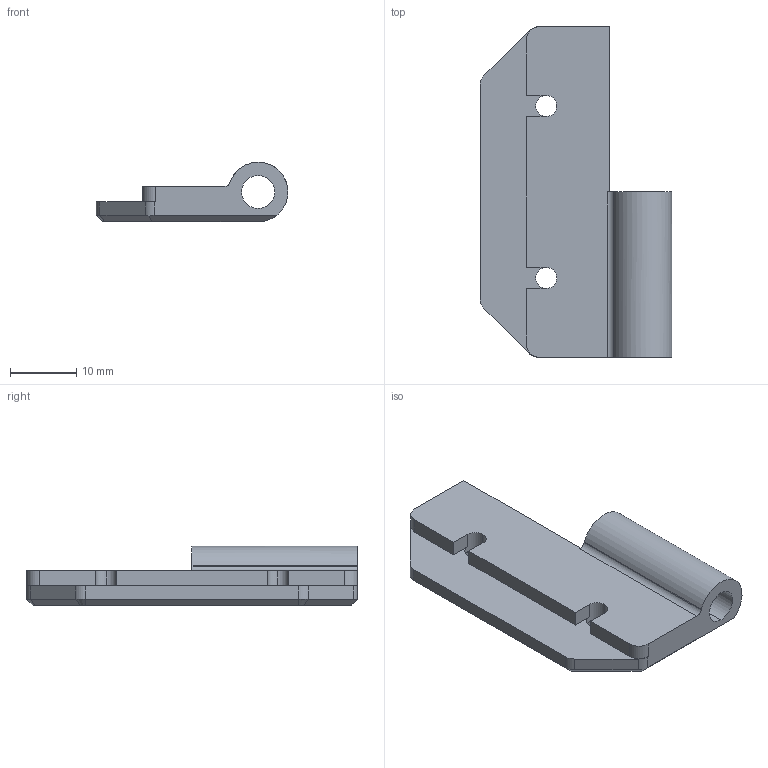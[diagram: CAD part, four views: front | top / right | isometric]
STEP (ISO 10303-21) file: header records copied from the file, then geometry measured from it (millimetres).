
FILE_DESCRIPTION (( 'STEP AP203' ), '1' );
FILE_NAME ('hinge_plate_side_a.STEP', '2019-06-27T19:51:28', ( '' ), ( '' ), 'SwSTEP 2.0', 'SolidWorks 2018', '' );
FILE_SCHEMA (( 'CONFIG_CONTROL_DESIGN' ));
Length unit declared in the file: millimetre
Products named in the file (1): hinge_plate_side_a
Bounding box: 29 x 50 x 9 mm (x, y, z)
Volume: 5238.6 mm3; surface area: 3514.7 mm2
Topology: 1 solids, 1 shells, 48 faces, 130 edges, 82 vertices
Faces by surface type: plane 23, cylinder 18, cone 7
Entity records: 1593 total; most frequent: CARTESIAN_POINT 270, DIRECTION 267, ORIENTED_EDGE 260, EDGE_CURVE 130, AXIS2_PLACEMENT_3D 91, LINE 85, VECTOR 85, VERTEX_POINT 82
